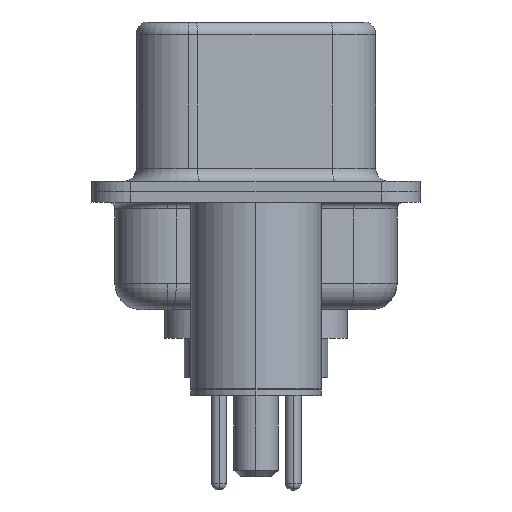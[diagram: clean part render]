
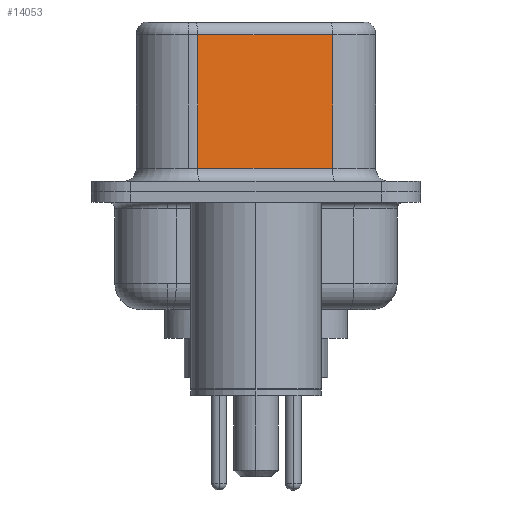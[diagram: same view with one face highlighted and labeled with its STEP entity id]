
A CAD part, left-side view. The second image highlights one B-rep face of the part: STEP entity #14053.
In plain terms, the highlighted planar face has unit normal (-0.985, -0.174, 0).
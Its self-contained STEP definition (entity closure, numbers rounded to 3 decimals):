
#1238 = DIRECTION ( 'NONE',  ( -0.174, 0.985, 0. ) ) ;
#1607 = DIRECTION ( 'NONE',  ( 0., 0., -1. ) ) ;
#1628 = VERTEX_POINT ( 'NONE', #15748 ) ;
#1887 = LINE ( 'NONE', #10074, #16276 ) ;
#4327 = VERTEX_POINT ( 'NONE', #17465 ) ;
#4760 = PLANE ( 'NONE',  #10708 ) ;
#4930 = LINE ( 'NONE', #13846, #16472 ) ;
#5085 = EDGE_LOOP ( 'NONE', ( #10829, #16073, #14874, #11326 ) ) ;
#6149 = CARTESIAN_POINT ( 'NONE',  ( 4.565, -2.927, 6.52 ) ) ;
#6651 = VERTEX_POINT ( 'NONE', #17359 ) ;
#6908 = EDGE_CURVE ( 'NONE', #4327, #16715, #1887, .T. ) ;
#7141 = VECTOR ( 'NONE', #1238, 1000. ) ;
#7499 = DIRECTION ( 'NONE',  ( -0.174, 0.985, 0. ) ) ;
#7797 = EDGE_CURVE ( 'NONE', #6651, #16715, #4930, .T. ) ;
#9819 = DIRECTION ( 'NONE',  ( 0.174, -0.985, 0. ) ) ;
#10049 = CARTESIAN_POINT ( 'NONE',  ( 3.655, 2.233, 6.52 ) ) ;
#10074 = CARTESIAN_POINT ( 'NONE',  ( 4.565, -2.927, 0.9 ) ) ;
#10708 = AXIS2_PLACEMENT_3D ( 'NONE', #6149, #15479, #7499 ) ;
#10829 = ORIENTED_EDGE ( 'NONE', *, *, #7797, .F. ) ;
#10936 = LINE ( 'NONE', #10049, #13653 ) ;
#11326 = ORIENTED_EDGE ( 'NONE', *, *, #6908, .T. ) ;
#11478 = LINE ( 'NONE', #16143, #7141 ) ;
#13653 = VECTOR ( 'NONE', #16719, 1000. ) ;
#13846 = CARTESIAN_POINT ( 'NONE',  ( 4.565, -2.927, 6.52 ) ) ;
#14019 = EDGE_CURVE ( 'NONE', #1628, #4327, #10936, .T. ) ;
#14053 = ADVANCED_FACE ( 'NONE', ( #16378 ), #4760, .F. ) ;
#14874 = ORIENTED_EDGE ( 'NONE', *, *, #14019, .T. ) ;
#15479 = DIRECTION ( 'NONE',  ( 0.985, 0.174, 0. ) ) ;
#15748 = CARTESIAN_POINT ( 'NONE',  ( 3.655, 2.233, 6.02 ) ) ;
#16073 = ORIENTED_EDGE ( 'NONE', *, *, #17365, .T. ) ;
#16143 = CARTESIAN_POINT ( 'NONE',  ( 4.565, -2.927, 6.02 ) ) ;
#16163 = CARTESIAN_POINT ( 'NONE',  ( 4.565, -2.927, 0.9 ) ) ;
#16276 = VECTOR ( 'NONE', #9819, 1000. ) ;
#16378 = FACE_OUTER_BOUND ( 'NONE', #5085, .T. ) ;
#16472 = VECTOR ( 'NONE', #1607, 1000. ) ;
#16715 = VERTEX_POINT ( 'NONE', #16163 ) ;
#16719 = DIRECTION ( 'NONE',  ( 0., 0., -1. ) ) ;
#17359 = CARTESIAN_POINT ( 'NONE',  ( 4.565, -2.927, 6.02 ) ) ;
#17365 = EDGE_CURVE ( 'NONE', #6651, #1628, #11478, .T. ) ;
#17465 = CARTESIAN_POINT ( 'NONE',  ( 3.655, 2.233, 0.9 ) ) ;
